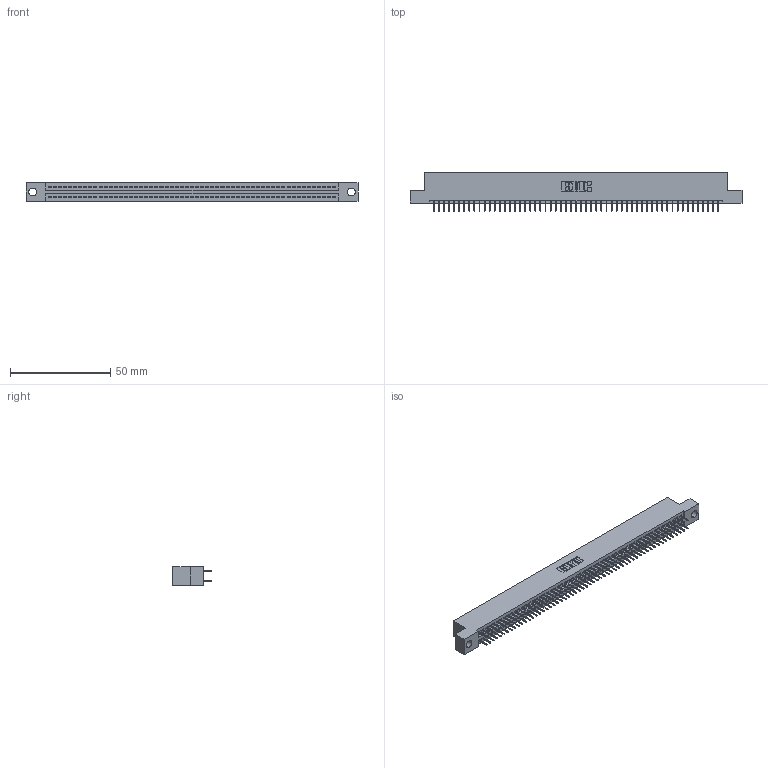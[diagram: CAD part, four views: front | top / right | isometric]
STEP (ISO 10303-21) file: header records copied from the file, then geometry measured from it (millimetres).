
FILE_DESCRIPTION (( 'STEP AP203' ), '1' );
FILE_NAME ('395-114-524-204.STEP', '2021-06-17T18:46:46', ( '' ), ( '' ), 'SwSTEP 2.0', 'SolidWorks 2020', '' );
FILE_SCHEMA (( 'CONFIG_CONTROL_DESIGN' ));
Length unit declared in the file: inch
Products named in the file (3): 345 Part_Flush Mounting Lugs - 0.156 Dia-TI; 345-292-001_345-293-124; 395-114-524-204
Assembly tree (115 placements, depth 2):
  395-114-524-204
    345 Part_Flush Mounting Lugs - 0.156 Dia-TI
    345-292-001_345-293-124  x114
Bounding box: 165.99 x 19.35 x 9.4 mm (x, y, z)
Volume: 15985.1 mm3; surface area: 23315.4 mm2
Topology: 115 solids, 115 shells, 6296 faces, 17819 edges, 11422 vertices
Faces by surface type: plane 4540, cylinder 1756
Entity records: 43197 total; most frequent: CARTESIAN_POINT 7230, ORIENTED_EDGE 7162, DIRECTION 6357, EDGE_CURVE 3581, VECTOR 3225, LINE 3225, VERTEX_POINT 2382, AXIS2_PLACEMENT_3D 1566
